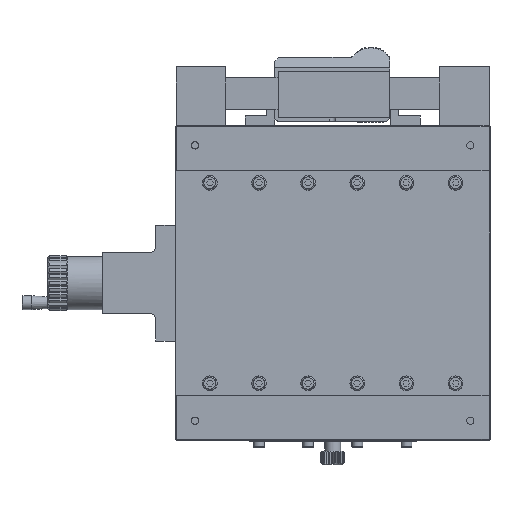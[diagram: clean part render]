
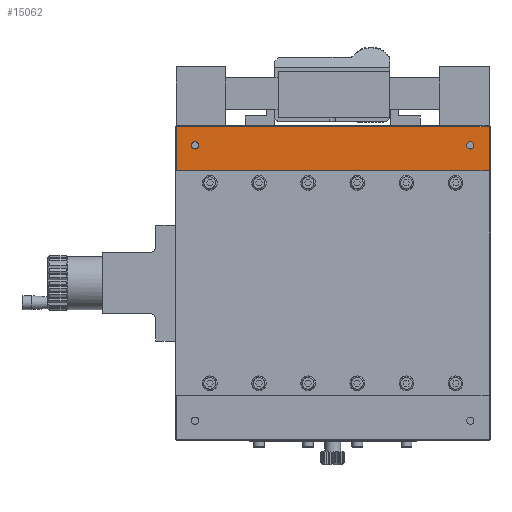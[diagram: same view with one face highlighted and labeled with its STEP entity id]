
A CAD part, front view. The second image highlights one B-rep face of the part: STEP entity #15062.
In plain terms, the highlighted planar face has unit normal (0, -1, 0).
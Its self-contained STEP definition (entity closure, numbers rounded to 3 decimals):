
#1084 = FACE_OUTER_BOUND ( 'NONE', #17915, .T. ) ;
#4838 = CARTESIAN_POINT ( 'NONE',  ( -0.5, 0., 57. ) ) ;
#7130 = VERTEX_POINT ( 'NONE', #4838 ) ;
#8430 = EDGE_CURVE ( 'NONE', #26149, #26149, #54374, .T. ) ;
#9931 = DIRECTION ( 'NONE',  ( -1., 0., 0. ) ) ;
#10169 = CIRCLE ( 'NONE', #46213, 1.844 ) ;
#12772 = CARTESIAN_POINT ( 'NONE',  ( -0.5, 0., 79.5 ) ) ;
#12787 = EDGE_LOOP ( 'NONE', ( #40385 ) ) ;
#13715 = LINE ( 'NONE', #56657, #53597 ) ;
#14315 = DIRECTION ( 'NONE',  ( 1., 0., 0. ) ) ;
#15062 = ADVANCED_FACE ( 'NONE', ( #1084, #58406, #39575 ), #49937, .T. ) ;
#16033 = VERTEX_POINT ( 'NONE', #12772 ) ;
#16082 = CARTESIAN_POINT ( 'NONE',  ( -160., 0., 80. ) ) ;
#17370 = AXIS2_PLACEMENT_3D ( 'NONE', #50268, #27667, #55890 ) ;
#17771 = VECTOR ( 'NONE', #47696, 1000. ) ;
#17915 = EDGE_LOOP ( 'NONE', ( #51768, #29635, #48042, #48136 ) ) ;
#18177 = CARTESIAN_POINT ( 'NONE',  ( -150., 0., 71.844 ) ) ;
#19049 = CARTESIAN_POINT ( 'NONE',  ( -160., 0., 79.5 ) ) ;
#19494 = CARTESIAN_POINT ( 'NONE',  ( -159.5, 0., 80. ) ) ;
#20978 = EDGE_LOOP ( 'NONE', ( #56574 ) ) ;
#21960 = CARTESIAN_POINT ( 'NONE',  ( -160., 0., 57. ) ) ;
#23707 = VECTOR ( 'NONE', #14315, 1000. ) ;
#23713 = EDGE_CURVE ( 'NONE', #42625, #36896, #57112, .T. ) ;
#25181 = DIRECTION ( 'NONE',  ( 0., 0., -1. ) ) ;
#25711 = CARTESIAN_POINT ( 'NONE',  ( -159.5, 0., 79.5 ) ) ;
#26149 = VERTEX_POINT ( 'NONE', #54983 ) ;
#27667 = DIRECTION ( 'NONE',  ( 0., 1., 0. ) ) ;
#28448 = DIRECTION ( 'NONE',  ( 0., 0., 1. ) ) ;
#28772 = DIRECTION ( 'NONE',  ( 0., 1., 0. ) ) ;
#29635 = ORIENTED_EDGE ( 'NONE', *, *, #23713, .F. ) ;
#30910 = VECTOR ( 'NONE', #9931, 1000. ) ;
#33196 = CARTESIAN_POINT ( 'NONE',  ( -159.5, 0., 57. ) ) ;
#35496 = DIRECTION ( 'NONE',  ( 0., -1., 0. ) ) ;
#36896 = VERTEX_POINT ( 'NONE', #25711 ) ;
#39254 = EDGE_CURVE ( 'NONE', #42625, #7130, #48185, .T. ) ;
#39575 = FACE_BOUND ( 'NONE', #20978, .T. ) ;
#40385 = ORIENTED_EDGE ( 'NONE', *, *, #8430, .T. ) ;
#42625 = VERTEX_POINT ( 'NONE', #33196 ) ;
#43519 = VERTEX_POINT ( 'NONE', #18177 ) ;
#45588 = EDGE_CURVE ( 'NONE', #43519, #43519, #10169, .T. ) ;
#46213 = AXIS2_PLACEMENT_3D ( 'NONE', #57606, #28772, #53535 ) ;
#47105 = AXIS2_PLACEMENT_3D ( 'NONE', #16082, #35496, #25181 ) ;
#47696 = DIRECTION ( 'NONE',  ( 0., 0., 1. ) ) ;
#48042 = ORIENTED_EDGE ( 'NONE', *, *, #39254, .T. ) ;
#48136 = ORIENTED_EDGE ( 'NONE', *, *, #52456, .T. ) ;
#48185 = LINE ( 'NONE', #21960, #23707 ) ;
#49937 = PLANE ( 'NONE',  #47105 ) ;
#50268 = CARTESIAN_POINT ( 'NONE',  ( -10., 0., 70. ) ) ;
#51768 = ORIENTED_EDGE ( 'NONE', *, *, #55672, .T. ) ;
#52456 = EDGE_CURVE ( 'NONE', #7130, #16033, #13715, .T. ) ;
#53535 = DIRECTION ( 'NONE',  ( 0., 0., 1. ) ) ;
#53597 = VECTOR ( 'NONE', #28448, 1000. ) ;
#54374 = CIRCLE ( 'NONE', #17370, 1.844 ) ;
#54983 = CARTESIAN_POINT ( 'NONE',  ( -10., 0., 71.844 ) ) ;
#55672 = EDGE_CURVE ( 'NONE', #16033, #36896, #57885, .T. ) ;
#55890 = DIRECTION ( 'NONE',  ( 0., 0., 1. ) ) ;
#56574 = ORIENTED_EDGE ( 'NONE', *, *, #45588, .T. ) ;
#56657 = CARTESIAN_POINT ( 'NONE',  ( -0.5, 0., 0. ) ) ;
#57112 = LINE ( 'NONE', #19494, #17771 ) ;
#57606 = CARTESIAN_POINT ( 'NONE',  ( -150., 0., 70. ) ) ;
#57885 = LINE ( 'NONE', #19049, #30910 ) ;
#58406 = FACE_BOUND ( 'NONE', #12787, .T. ) ;
